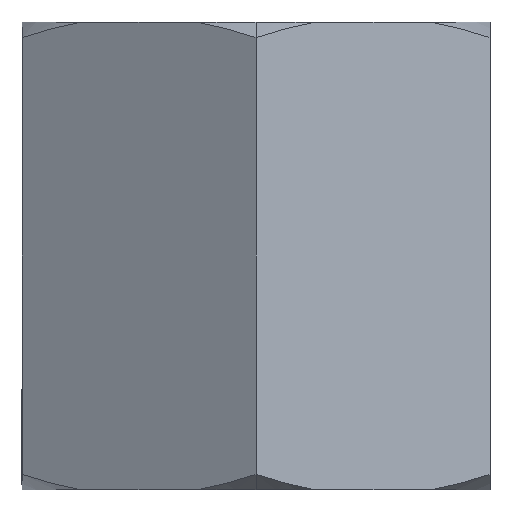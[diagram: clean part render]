
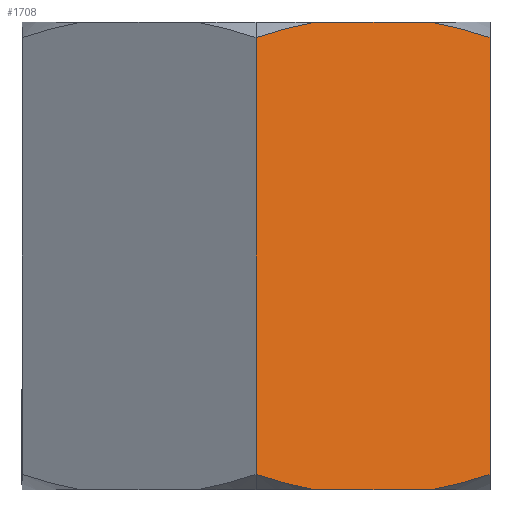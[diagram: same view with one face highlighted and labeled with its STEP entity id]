
A CAD part, left-side view. The second image highlights one B-rep face of the part: STEP entity #1708.
In plain terms, the highlighted planar face has unit normal (-0.866, -0.5, 0).
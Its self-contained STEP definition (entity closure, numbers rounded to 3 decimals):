
#976=EDGE_CURVE('',#2688,#2052,#2784,.T.);
#1110=EDGE_CURVE('',#2204,#1380,#2934,.T.);
#1380=VERTEX_POINT('',#3233);
#1396=EDGE_CURVE('',#2052,#2204,#3252,.T.);
#1708=ADVANCED_FACE('',(#3599),#3600,.T.);
#1788=EDGE_CURVE('',#2574,#2688,#3692,.T.);
#1966=EDGE_CURVE('',#2694,#2186,#3891,.T.);
#2052=VERTEX_POINT('',#3986);
#2074=EDGE_CURVE('',#2186,#2574,#4009,.T.);
#2172=EDGE_CURVE('',#2614,#2694,#4116,.T.);
#2186=VERTEX_POINT('',#4132);
#2204=VERTEX_POINT('',#4153);
#2356=EDGE_CURVE('',#2614,#1380,#4318,.T.);
#2574=VERTEX_POINT('',#4562);
#2614=VERTEX_POINT('',#4607);
#2688=VERTEX_POINT('',#4693);
#2694=VERTEX_POINT('',#4700);
#2784=(B_SPLINE_CURVE(2,(#4832,#4833,#4834),.UNSPECIFIED.,.F.,.F.)B_SPLINE_CURVE_WITH_KNOTS((3,3),(0.0,8.308),.UNSPECIFIED.)RATIONAL_B_SPLINE_CURVE((1.0,1.009,1.0))BOUNDED_CURVE()REPRESENTATION_ITEM('')GEOMETRIC_REPRESENTATION_ITEM()CURVE());
#2934=(B_SPLINE_CURVE(2,(#5131,#5132,#5133),.UNSPECIFIED.,.F.,.F.)B_SPLINE_CURVE_WITH_KNOTS((3,3),(0.0,8.308),.UNSPECIFIED.)RATIONAL_B_SPLINE_CURVE((1.0,1.009,1.0))BOUNDED_CURVE()REPRESENTATION_ITEM('')GEOMETRIC_REPRESENTATION_ITEM()CURVE());
#3233=CARTESIAN_POINT('',(-15.878,-27.501,53.167));
#3252=LINE('',#5650,#5651);
#3599=FACE_OUTER_BOUND('',#6244,.T.);
#3600=PLANE('',#6245);
#3692=LINE('',#6370,#6371);
#3891=LINE('',#6683,#6684);
#3986=CARTESIAN_POINT('',(-27.705,-7.014,55.0));
#4009=(B_SPLINE_CURVE(2,(#6908,#6909,#6910),.UNSPECIFIED.,.F.,.F.)B_SPLINE_CURVE_WITH_KNOTS((3,3),(0.0,8.308),.UNSPECIFIED.)RATIONAL_B_SPLINE_CURVE((1.0,1.009,1.0))BOUNDED_CURVE()REPRESENTATION_ITEM('')GEOMETRIC_REPRESENTATION_ITEM()CURVE());
#4116=(B_SPLINE_CURVE(2,(#7110,#7111,#7112),.UNSPECIFIED.,.F.,.F.)B_SPLINE_CURVE_WITH_KNOTS((3,3),(0.0,8.308),.UNSPECIFIED.)RATIONAL_B_SPLINE_CURVE((1.0,1.009,1.0))BOUNDED_CURVE()REPRESENTATION_ITEM('')GEOMETRIC_REPRESENTATION_ITEM()CURVE());
#4132=CARTESIAN_POINT('',(-27.705,-7.014,0.));
#4153=CARTESIAN_POINT('',(-19.927,-20.487,55.0));
#4318=LINE('',#7424,#7425);
#4562=CARTESIAN_POINT('',(-31.755,0.,1.833));
#4607=CARTESIAN_POINT('',(-15.878,-27.501,1.833));
#4693=CARTESIAN_POINT('',(-31.755,0.,53.167));
#4700=CARTESIAN_POINT('',(-19.927,-20.487,0.));
#4832=CARTESIAN_POINT('',(-31.755,0.,53.167));
#4833=CARTESIAN_POINT('',(-29.624,-3.692,54.397));
#4834=CARTESIAN_POINT('',(-27.705,-7.014,55.));
#5131=CARTESIAN_POINT('',(-19.927,-20.487,55.));
#5132=CARTESIAN_POINT('',(-18.009,-23.809,54.397));
#5133=CARTESIAN_POINT('',(-15.877,-27.501,53.167));
#5650=CARTESIAN_POINT('',(-22.446,-16.124,55.));
#5651=VECTOR('',#8700,1.0);
#6244=EDGE_LOOP('',(#9137,#9138,#9139,#9140,#9141,#9142,#9143,#9144));
#6245=AXIS2_PLACEMENT_3D('',#9145,#9146,#9147);
#6370=CARTESIAN_POINT('',(-31.755,0.,27.5));
#6371=VECTOR('',#9284,1.0);
#6683=CARTESIAN_POINT('',(-22.18,-16.584,0.));
#6684=VECTOR('',#9539,1.0);
#6908=CARTESIAN_POINT('',(-27.705,-7.014,0.));
#6909=CARTESIAN_POINT('',(-29.624,-3.692,0.603));
#6910=CARTESIAN_POINT('',(-31.755,0.,1.833));
#7110=CARTESIAN_POINT('',(-15.877,-27.501,1.833));
#7111=CARTESIAN_POINT('',(-18.009,-23.809,0.603));
#7112=CARTESIAN_POINT('',(-19.927,-20.487,0.));
#7424=CARTESIAN_POINT('',(-15.878,-27.501,27.5));
#7425=VECTOR('',#10025,1.0);
#8700=DIRECTION('',(0.5,-0.866,0.0));
#9137=ORIENTED_EDGE('',*,*,#2172,.F.);
#9138=ORIENTED_EDGE('',*,*,#2356,.T.);
#9139=ORIENTED_EDGE('',*,*,#1110,.F.);
#9140=ORIENTED_EDGE('',*,*,#1396,.F.);
#9141=ORIENTED_EDGE('',*,*,#976,.F.);
#9142=ORIENTED_EDGE('',*,*,#1788,.F.);
#9143=ORIENTED_EDGE('',*,*,#2074,.F.);
#9144=ORIENTED_EDGE('',*,*,#1966,.F.);
#9145=CARTESIAN_POINT('',(-15.878,-27.501,0.));
#9146=DIRECTION('',(-0.866,-0.5,0.));
#9147=DIRECTION('',(0.,0.,-1.0));
#9284=DIRECTION('',(0.0,0.0,1.0));
#9539=DIRECTION('',(-0.5,0.866,0.0));
#10025=DIRECTION('',(0.0,0.0,1.0));
